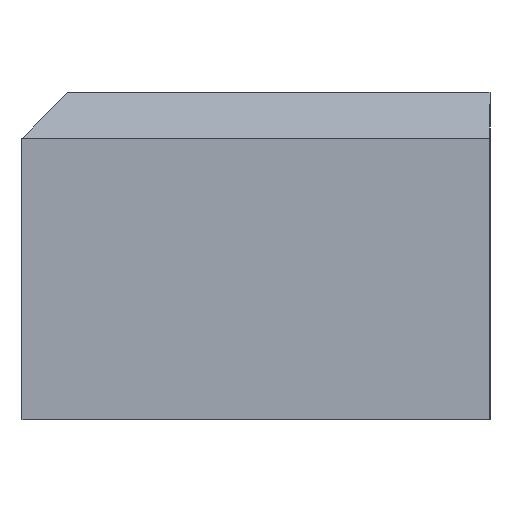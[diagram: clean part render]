
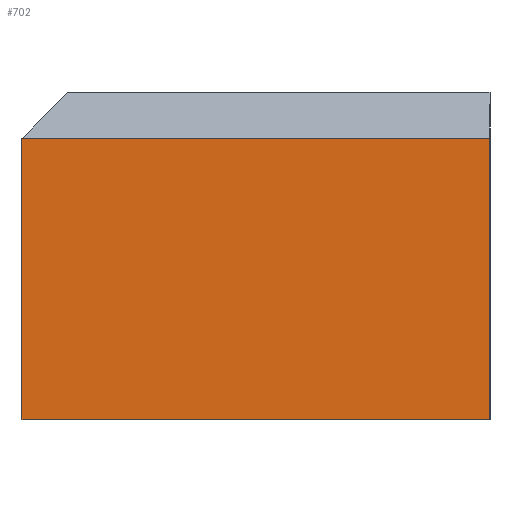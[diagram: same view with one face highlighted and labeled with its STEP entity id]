
A CAD part, left-side view. The second image highlights one B-rep face of the part: STEP entity #702.
In plain terms, the highlighted planar face has unit normal (-1, 0, 0).
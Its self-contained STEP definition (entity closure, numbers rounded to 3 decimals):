
#3 = VECTOR ( 'NONE', #1035, 1000. ) ;
#10 = VERTEX_POINT ( 'NONE', #16 ) ;
#16 = CARTESIAN_POINT ( 'NONE',  ( -62.75, 35.75, 43. ) ) ;
#60 = VECTOR ( 'NONE', #134, 1000. ) ;
#97 = DIRECTION ( 'NONE',  ( 0., -1., 0. ) ) ;
#134 = DIRECTION ( 'NONE',  ( 0., 1., 0. ) ) ;
#135 = ORIENTED_EDGE ( 'NONE', *, *, #794, .F. ) ;
#193 = PLANE ( 'NONE',  #452 ) ;
#230 = VECTOR ( 'NONE', #97, 1000. ) ;
#259 = CARTESIAN_POINT ( 'NONE',  ( -62.75, -35.75, 0. ) ) ;
#285 = CARTESIAN_POINT ( 'NONE',  ( -62.75, 17.875, 43. ) ) ;
#392 = EDGE_CURVE ( 'NONE', #935, #766, #1016, .T. ) ;
#449 = LINE ( 'NONE', #1132, #3 ) ;
#452 = AXIS2_PLACEMENT_3D ( 'NONE', #494, #775, #486 ) ;
#486 = DIRECTION ( 'NONE',  ( 0., 0., 1. ) ) ;
#494 = CARTESIAN_POINT ( 'NONE',  ( -62.75, 35.75, 0. ) ) ;
#501 = EDGE_LOOP ( 'NONE', ( #955, #135, #981, #571 ) ) ;
#508 = LINE ( 'NONE', #515, #967 ) ;
#515 = CARTESIAN_POINT ( 'NONE',  ( -62.75, 35.75, 0. ) ) ;
#559 = CARTESIAN_POINT ( 'NONE',  ( -62.75, -35.75, 43. ) ) ;
#571 = ORIENTED_EDGE ( 'NONE', *, *, #602, .T. ) ;
#601 = CARTESIAN_POINT ( 'NONE',  ( -62.75, -35.75, 0. ) ) ;
#602 = EDGE_CURVE ( 'NONE', #935, #975, #449, .T. ) ;
#690 = EDGE_CURVE ( 'NONE', #10, #975, #1154, .T. ) ;
#702 = ADVANCED_FACE ( 'NONE', ( #860 ), #193, .T. ) ;
#766 = VERTEX_POINT ( 'NONE', #965 ) ;
#775 = DIRECTION ( 'NONE',  ( -1., 0., 0. ) ) ;
#794 = EDGE_CURVE ( 'NONE', #766, #10, #508, .T. ) ;
#860 = FACE_OUTER_BOUND ( 'NONE', #501, .T. ) ;
#935 = VERTEX_POINT ( 'NONE', #259 ) ;
#955 = ORIENTED_EDGE ( 'NONE', *, *, #690, .F. ) ;
#965 = CARTESIAN_POINT ( 'NONE',  ( -62.75, 35.75, 0. ) ) ;
#967 = VECTOR ( 'NONE', #1007, 1000. ) ;
#975 = VERTEX_POINT ( 'NONE', #559 ) ;
#981 = ORIENTED_EDGE ( 'NONE', *, *, #392, .F. ) ;
#1007 = DIRECTION ( 'NONE',  ( 0., 0., 1. ) ) ;
#1016 = LINE ( 'NONE', #601, #60 ) ;
#1035 = DIRECTION ( 'NONE',  ( 0., 0., 1. ) ) ;
#1132 = CARTESIAN_POINT ( 'NONE',  ( -62.75, -35.75, 0. ) ) ;
#1154 = LINE ( 'NONE', #285, #230 ) ;
